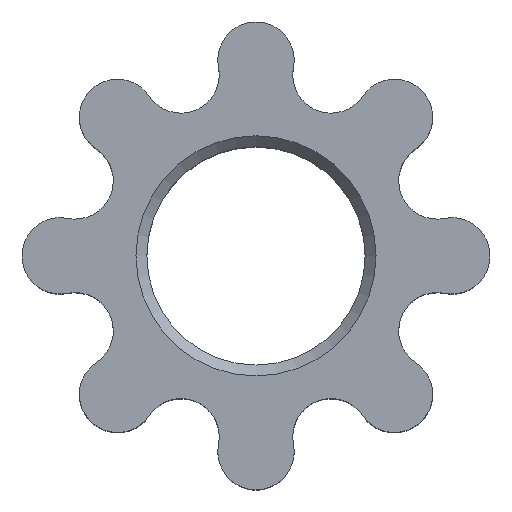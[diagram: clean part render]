
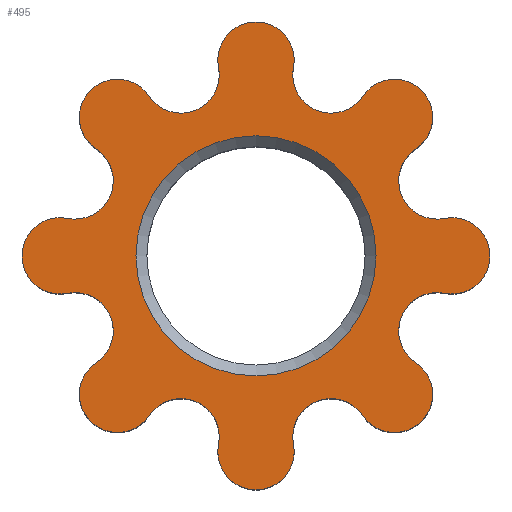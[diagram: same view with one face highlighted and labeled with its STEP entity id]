
A CAD part, top view. The second image highlights one B-rep face of the part: STEP entity #495.
In plain terms, the highlighted planar face has unit normal (0, 0, 1).
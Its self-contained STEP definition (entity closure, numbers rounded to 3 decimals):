
#15=FACE_BOUND('',#75,.T.);
#17=PLANE('',#547);
#46=FACE_OUTER_BOUND('',#74,.T.);
#74=EDGE_LOOP('',(#346,#347,#348,#349,#350,#351,#352,#353,#354,#355,#356,
#357,#358,#359,#360,#361));
#75=EDGE_LOOP('',(#362));
#154=CIRCLE('',#542,5.5);
#158=CIRCLE('',#548,1.75);
#159=CIRCLE('',#549,1.75);
#160=CIRCLE('',#550,1.75);
#161=CIRCLE('',#551,1.75);
#162=CIRCLE('',#552,1.75);
#163=CIRCLE('',#553,1.75);
#164=CIRCLE('',#554,1.75);
#165=CIRCLE('',#555,1.75);
#166=CIRCLE('',#556,1.75);
#167=CIRCLE('',#557,1.75);
#168=CIRCLE('',#558,1.75);
#169=CIRCLE('',#559,1.75);
#170=CIRCLE('',#560,1.75);
#171=CIRCLE('',#561,1.75);
#172=CIRCLE('',#562,1.75);
#173=CIRCLE('',#563,1.75);
#206=VERTEX_POINT('',#811);
#210=VERTEX_POINT('',#823);
#211=VERTEX_POINT('',#824);
#212=VERTEX_POINT('',#826);
#213=VERTEX_POINT('',#828);
#214=VERTEX_POINT('',#830);
#215=VERTEX_POINT('',#832);
#216=VERTEX_POINT('',#834);
#217=VERTEX_POINT('',#836);
#218=VERTEX_POINT('',#838);
#219=VERTEX_POINT('',#840);
#220=VERTEX_POINT('',#842);
#221=VERTEX_POINT('',#844);
#222=VERTEX_POINT('',#846);
#223=VERTEX_POINT('',#848);
#224=VERTEX_POINT('',#850);
#225=VERTEX_POINT('',#852);
#258=EDGE_CURVE('',#206,#206,#154,.T.);
#264=EDGE_CURVE('',#210,#211,#158,.T.);
#265=EDGE_CURVE('',#211,#212,#159,.T.);
#266=EDGE_CURVE('',#212,#213,#160,.T.);
#267=EDGE_CURVE('',#213,#214,#161,.T.);
#268=EDGE_CURVE('',#214,#215,#162,.T.);
#269=EDGE_CURVE('',#215,#216,#163,.T.);
#270=EDGE_CURVE('',#216,#217,#164,.T.);
#271=EDGE_CURVE('',#217,#218,#165,.T.);
#272=EDGE_CURVE('',#218,#219,#166,.T.);
#273=EDGE_CURVE('',#219,#220,#167,.T.);
#274=EDGE_CURVE('',#220,#221,#168,.T.);
#275=EDGE_CURVE('',#221,#222,#169,.T.);
#276=EDGE_CURVE('',#222,#223,#170,.T.);
#277=EDGE_CURVE('',#223,#224,#171,.T.);
#278=EDGE_CURVE('',#224,#225,#172,.T.);
#279=EDGE_CURVE('',#225,#210,#173,.T.);
#346=ORIENTED_EDGE('',*,*,#264,.T.);
#347=ORIENTED_EDGE('',*,*,#265,.T.);
#348=ORIENTED_EDGE('',*,*,#266,.T.);
#349=ORIENTED_EDGE('',*,*,#267,.T.);
#350=ORIENTED_EDGE('',*,*,#268,.T.);
#351=ORIENTED_EDGE('',*,*,#269,.T.);
#352=ORIENTED_EDGE('',*,*,#270,.T.);
#353=ORIENTED_EDGE('',*,*,#271,.T.);
#354=ORIENTED_EDGE('',*,*,#272,.T.);
#355=ORIENTED_EDGE('',*,*,#273,.T.);
#356=ORIENTED_EDGE('',*,*,#274,.T.);
#357=ORIENTED_EDGE('',*,*,#275,.T.);
#358=ORIENTED_EDGE('',*,*,#276,.T.);
#359=ORIENTED_EDGE('',*,*,#277,.T.);
#360=ORIENTED_EDGE('',*,*,#278,.T.);
#361=ORIENTED_EDGE('',*,*,#279,.T.);
#362=ORIENTED_EDGE('',*,*,#258,.F.);
#495=ADVANCED_FACE('',(#46,#15),#17,.T.);
#542=AXIS2_PLACEMENT_3D('',#812,#625,#626);
#547=AXIS2_PLACEMENT_3D('',#822,#637,#638);
#548=AXIS2_PLACEMENT_3D('',#825,#639,#640);
#549=AXIS2_PLACEMENT_3D('',#827,#641,#642);
#550=AXIS2_PLACEMENT_3D('',#829,#643,#644);
#551=AXIS2_PLACEMENT_3D('',#831,#645,#646);
#552=AXIS2_PLACEMENT_3D('',#833,#647,#648);
#553=AXIS2_PLACEMENT_3D('',#835,#649,#650);
#554=AXIS2_PLACEMENT_3D('',#837,#651,#652);
#555=AXIS2_PLACEMENT_3D('',#839,#653,#654);
#556=AXIS2_PLACEMENT_3D('',#841,#655,#656);
#557=AXIS2_PLACEMENT_3D('',#843,#657,#658);
#558=AXIS2_PLACEMENT_3D('',#845,#659,#660);
#559=AXIS2_PLACEMENT_3D('',#847,#661,#662);
#560=AXIS2_PLACEMENT_3D('',#849,#663,#664);
#561=AXIS2_PLACEMENT_3D('',#851,#665,#666);
#562=AXIS2_PLACEMENT_3D('',#853,#667,#668);
#563=AXIS2_PLACEMENT_3D('',#854,#669,#670);
#625=DIRECTION('center_axis',(0.,0.,1.));
#626=DIRECTION('ref_axis',(-1.,0.,0.));
#637=DIRECTION('center_axis',(0.,0.,1.));
#638=DIRECTION('ref_axis',(1.,0.,0.));
#639=DIRECTION('center_axis',(0.,0.,-1.));
#640=DIRECTION('ref_axis',(-1.,0.,0.));
#641=DIRECTION('center_axis',(0.,0.,1.));
#642=DIRECTION('ref_axis',(1.,0.,0.));
#643=DIRECTION('center_axis',(0.,0.,-1.));
#644=DIRECTION('ref_axis',(-1.,0.,0.));
#645=DIRECTION('center_axis',(0.,0.,1.));
#646=DIRECTION('ref_axis',(1.,0.,0.));
#647=DIRECTION('center_axis',(0.,0.,-1.));
#648=DIRECTION('ref_axis',(-1.,0.,0.));
#649=DIRECTION('center_axis',(0.,0.,1.));
#650=DIRECTION('ref_axis',(1.,0.,0.));
#651=DIRECTION('center_axis',(0.,0.,-1.));
#652=DIRECTION('ref_axis',(-1.,0.,0.));
#653=DIRECTION('center_axis',(0.,0.,1.));
#654=DIRECTION('ref_axis',(1.,0.,0.));
#655=DIRECTION('center_axis',(0.,0.,-1.));
#656=DIRECTION('ref_axis',(-1.,0.,0.));
#657=DIRECTION('center_axis',(0.,0.,1.));
#658=DIRECTION('ref_axis',(1.,0.,0.));
#659=DIRECTION('center_axis',(0.,0.,-1.));
#660=DIRECTION('ref_axis',(-1.,0.,0.));
#661=DIRECTION('center_axis',(0.,0.,1.));
#662=DIRECTION('ref_axis',(1.,0.,0.));
#663=DIRECTION('center_axis',(0.,0.,-1.));
#664=DIRECTION('ref_axis',(-1.,0.,0.));
#665=DIRECTION('center_axis',(0.,0.,1.));
#666=DIRECTION('ref_axis',(1.,0.,0.));
#667=DIRECTION('center_axis',(0.,0.,-1.));
#668=DIRECTION('ref_axis',(-1.,0.,0.));
#669=DIRECTION('center_axis',(0.,0.,1.));
#670=DIRECTION('ref_axis',(1.,0.,0.));
#811=CARTESIAN_POINT('',(5.5,0.,7.));
#812=CARTESIAN_POINT('Origin',(0.,0.,7.));
#822=CARTESIAN_POINT('Origin',(0.,0.,
7.));
#823=CARTESIAN_POINT('',(-1.716,8.629,7.));
#824=CARTESIAN_POINT('',(-4.888,7.315,7.));
#825=CARTESIAN_POINT('Origin',(-3.433,8.287,7.));
#826=CARTESIAN_POINT('',(-7.315,4.888,7.));
#827=CARTESIAN_POINT('Origin',(-6.343,6.343,7.));
#828=CARTESIAN_POINT('',(-8.629,1.716,7.));
#829=CARTESIAN_POINT('Origin',(-8.287,3.433,7.));
#830=CARTESIAN_POINT('',(-8.629,-1.716,7.));
#831=CARTESIAN_POINT('Origin',(-8.97,0.,
7.));
#832=CARTESIAN_POINT('',(-7.315,-4.888,7.));
#833=CARTESIAN_POINT('Origin',(-8.287,-3.433,7.));
#834=CARTESIAN_POINT('',(-4.888,-7.315,7.));
#835=CARTESIAN_POINT('Origin',(-6.343,-6.343,7.));
#836=CARTESIAN_POINT('',(-1.716,-8.629,7.));
#837=CARTESIAN_POINT('Origin',(-3.433,-8.287,7.));
#838=CARTESIAN_POINT('',(1.716,-8.629,7.));
#839=CARTESIAN_POINT('Origin',(0.,-8.97,7.));
#840=CARTESIAN_POINT('',(4.888,-7.315,7.));
#841=CARTESIAN_POINT('Origin',(3.433,-8.287,7.));
#842=CARTESIAN_POINT('',(7.315,-4.888,7.));
#843=CARTESIAN_POINT('Origin',(6.343,-6.343,7.));
#844=CARTESIAN_POINT('',(8.629,-1.716,7.));
#845=CARTESIAN_POINT('Origin',(8.287,-3.433,7.));
#846=CARTESIAN_POINT('',(8.629,1.716,7.));
#847=CARTESIAN_POINT('Origin',(8.97,0.,7.));
#848=CARTESIAN_POINT('',(7.315,4.888,7.));
#849=CARTESIAN_POINT('Origin',(8.287,3.433,7.));
#850=CARTESIAN_POINT('',(4.888,7.315,7.));
#851=CARTESIAN_POINT('Origin',(6.343,6.343,7.));
#852=CARTESIAN_POINT('',(1.716,8.629,7.));
#853=CARTESIAN_POINT('Origin',(3.433,8.287,7.));
#854=CARTESIAN_POINT('Origin',(0.,8.97,7.));
